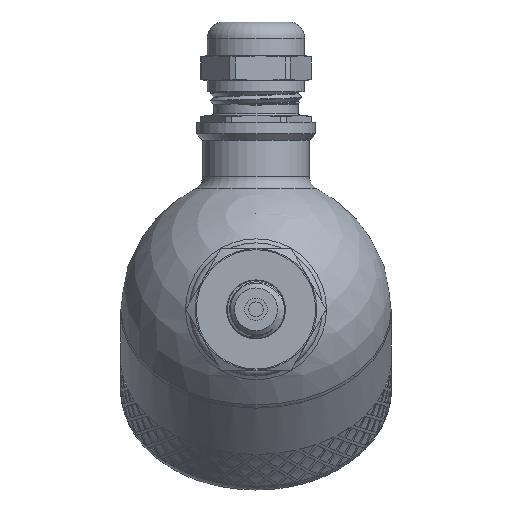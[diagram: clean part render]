
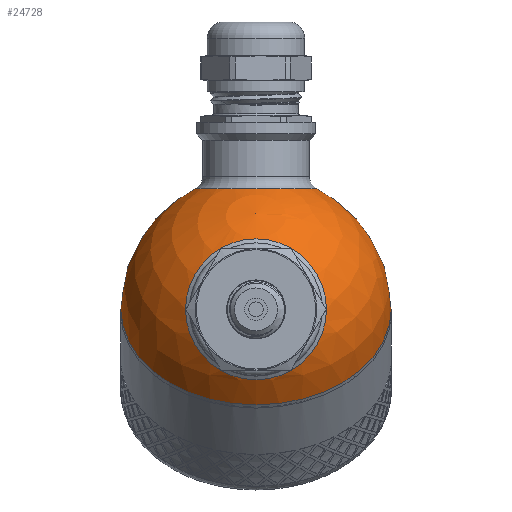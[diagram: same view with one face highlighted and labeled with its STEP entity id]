
A CAD part, left-side view. The second image highlights one B-rep face of the part: STEP entity #24728.
In plain terms, the highlighted spherical face has radius 30 mm.
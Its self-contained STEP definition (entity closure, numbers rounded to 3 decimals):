
#136=SPHERICAL_SURFACE('',#26297,30.);
#207=FACE_BOUND('',#3689,.T.);
#208=FACE_BOUND('',#3690,.T.);
#2063=FACE_OUTER_BOUND('',#3688,.T.);
#3688=EDGE_LOOP('',(#17833,#17834,#17835,#17836));
#3689=EDGE_LOOP('',(#17837));
#3690=EDGE_LOOP('',(#17838));
#5193=CIRCLE('',#26220,30.);
#5194=CIRCLE('',#26221,30.);
#5221=CIRCLE('',#26293,13.5);
#5224=CIRCLE('',#26298,30.);
#5225=CIRCLE('',#26299,15.643);
#9609=VERTEX_POINT('',#34023);
#9610=VERTEX_POINT('',#34025);
#10085=VERTEX_POINT('',#40087);
#10087=VERTEX_POINT('',#40094);
#10088=VERTEX_POINT('',#40096);
#12271=EDGE_CURVE('',#9609,#9610,#5193,.T.);
#12272=EDGE_CURVE('',#9610,#9609,#5194,.T.);
#12987=EDGE_CURVE('',#10085,#10085,#5221,.T.);
#12990=EDGE_CURVE('',#9610,#10087,#5224,.T.);
#12991=EDGE_CURVE('',#10088,#10088,#5225,.T.);
#17833=ORIENTED_EDGE('',*,*,#12272,.F.);
#17834=ORIENTED_EDGE('',*,*,#12990,.T.);
#17835=ORIENTED_EDGE('',*,*,#12990,.F.);
#17836=ORIENTED_EDGE('',*,*,#12271,.F.);
#17837=ORIENTED_EDGE('',*,*,#12991,.F.);
#17838=ORIENTED_EDGE('',*,*,#12987,.F.);
#24728=ADVANCED_FACE('',(#2063,#207,#208),#136,.T.);
#26220=AXIS2_PLACEMENT_3D('',#34026,#27591,#27592);
#26221=AXIS2_PLACEMENT_3D('',#34027,#27593,#27594);
#26293=AXIS2_PLACEMENT_3D('',#40088,#27989,#27990);
#26297=AXIS2_PLACEMENT_3D('',#40093,#27997,#27998);
#26298=AXIS2_PLACEMENT_3D('',#40095,#27999,#28000);
#26299=AXIS2_PLACEMENT_3D('',#40097,#28001,#28002);
#27591=DIRECTION('center_axis',(1.,0.,0.));
#27592=DIRECTION('ref_axis',(0.,1.,0.));
#27593=DIRECTION('center_axis',(1.,0.,0.));
#27594=DIRECTION('ref_axis',(0.,1.,0.));
#27989=DIRECTION('center_axis',(-0.707,0.,-0.707));
#27990=DIRECTION('ref_axis',(-0.707,0.,0.707));
#27997=DIRECTION('center_axis',(1.,0.,0.));
#27998=DIRECTION('ref_axis',(0.,-1.,0.));
#27999=DIRECTION('center_axis',(0.,0.,1.));
#28000=DIRECTION('ref_axis',(0.,1.,0.));
#28001=DIRECTION('center_axis',(-0.707,0.,0.707));
#28002=DIRECTION('ref_axis',(0.707,0.,0.707));
#34023=CARTESIAN_POINT('',(0.,-30.,0.));
#34025=CARTESIAN_POINT('',(0.,30.,0.));
#34026=CARTESIAN_POINT('Origin',(0.,0.,0.));
#34027=CARTESIAN_POINT('Origin',(0.,0.,0.));
#40087=CARTESIAN_POINT('',(-9.398,0.,-28.49));
#40088=CARTESIAN_POINT('Origin',(-18.944,0.,-18.944));
#40093=CARTESIAN_POINT('Origin',(0.,0.,0.));
#40094=CARTESIAN_POINT('',(-30.,0.,0.));
#40095=CARTESIAN_POINT('Origin',(0.,0.,0.));
#40096=CARTESIAN_POINT('',(-29.162,0.,7.04));
#40097=CARTESIAN_POINT('Origin',(-18.101,0.,18.101));
